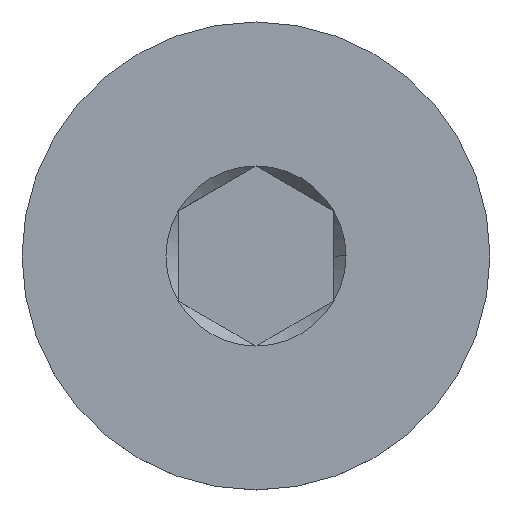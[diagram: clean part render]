
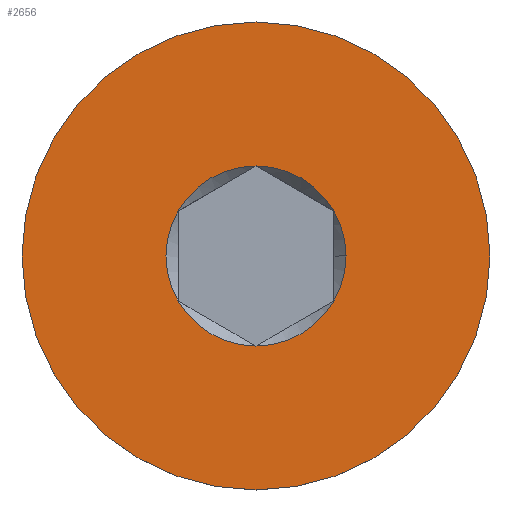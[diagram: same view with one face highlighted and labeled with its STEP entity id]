
A CAD part, top view. The second image highlights one B-rep face of the part: STEP entity #2656.
In plain terms, the highlighted planar face has unit normal (0, 0, 1).
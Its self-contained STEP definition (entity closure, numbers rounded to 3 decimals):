
#53 = CIRCLE ( 'NONE', #2888, 3. ) ;
#134 = CIRCLE ( 'NONE', #626, 1.155 ) ;
#158 = CIRCLE ( 'NONE', #2988, 1.155 ) ;
#220 = ORIENTED_EDGE ( 'NONE', *, *, #2215, .F. ) ;
#285 = CARTESIAN_POINT ( 'NONE',  ( 1., 0.577, 5. ) ) ;
#301 = AXIS2_PLACEMENT_3D ( 'NONE', #3617, #355, #1564 ) ;
#308 = VERTEX_POINT ( 'NONE', #2525 ) ;
#355 = DIRECTION ( 'NONE',  ( 0., 0., 1. ) ) ;
#366 = DIRECTION ( 'NONE',  ( 1., 0., 0. ) ) ;
#466 = DIRECTION ( 'NONE',  ( 0., 0., 1. ) ) ;
#481 = CARTESIAN_POINT ( 'NONE',  ( 0., 0., 5. ) ) ;
#624 = FACE_BOUND ( 'NONE', #1574, .T. ) ;
#626 = AXIS2_PLACEMENT_3D ( 'NONE', #3592, #2718, #366 ) ;
#635 = DIRECTION ( 'NONE',  ( 0., 0., -1. ) ) ;
#688 = EDGE_CURVE ( 'NONE', #1919, #308, #2523, .T. ) ;
#696 = ORIENTED_EDGE ( 'NONE', *, *, #688, .F. ) ;
#714 = EDGE_LOOP ( 'NONE', ( #1863, #696 ) ) ;
#831 = CARTESIAN_POINT ( 'NONE',  ( 0., 0., 5. ) ) ;
#833 = AXIS2_PLACEMENT_3D ( 'NONE', #481, #1017, #2835 ) ;
#936 = DIRECTION ( 'NONE',  ( 0., 0., 1. ) ) ;
#1017 = DIRECTION ( 'NONE',  ( 0., 0., 1. ) ) ;
#1033 = CIRCLE ( 'NONE', #3198, 1.155 ) ;
#1098 = CIRCLE ( 'NONE', #1286, 1.155 ) ;
#1174 = DIRECTION ( 'NONE',  ( 1., 0., 0. ) ) ;
#1237 = CARTESIAN_POINT ( 'NONE',  ( -1., 0.577, 5. ) ) ;
#1262 = DIRECTION ( 'NONE',  ( 1., 0., 0. ) ) ;
#1286 = AXIS2_PLACEMENT_3D ( 'NONE', #1927, #466, #1580 ) ;
#1360 = AXIS2_PLACEMENT_3D ( 'NONE', #3008, #635, #1770 ) ;
#1372 = VERTEX_POINT ( 'NONE', #3370 ) ;
#1408 = CARTESIAN_POINT ( 'NONE',  ( -1., -0.577, 5. ) ) ;
#1465 = DIRECTION ( 'NONE',  ( 0., 0., -1. ) ) ;
#1482 = DIRECTION ( 'NONE',  ( 0., 0., 1. ) ) ;
#1493 = AXIS2_PLACEMENT_3D ( 'NONE', #2425, #936, #1262 ) ;
#1564 = DIRECTION ( 'NONE',  ( 0., -1., 0. ) ) ;
#1574 = EDGE_LOOP ( 'NONE', ( #2637, #3419, #3799, #2427, #3681, #1769, #220 ) ) ;
#1580 = DIRECTION ( 'NONE',  ( 1., 0., 0. ) ) ;
#1591 = AXIS2_PLACEMENT_3D ( 'NONE', #2640, #3500, #1174 ) ;
#1658 = VERTEX_POINT ( 'NONE', #285 ) ;
#1743 = EDGE_CURVE ( 'NONE', #3652, #1372, #3162, .T. ) ;
#1754 = CIRCLE ( 'NONE', #833, 1.155 ) ;
#1769 = ORIENTED_EDGE ( 'NONE', *, *, #3189, .F. ) ;
#1770 = DIRECTION ( 'NONE',  ( 0., 1., 0. ) ) ;
#1863 = ORIENTED_EDGE ( 'NONE', *, *, #3091, .F. ) ;
#1871 = FACE_OUTER_BOUND ( 'NONE', #714, .T. ) ;
#1919 = VERTEX_POINT ( 'NONE', #3754 ) ;
#1927 = CARTESIAN_POINT ( 'NONE',  ( 0., 0., 5. ) ) ;
#1931 = EDGE_CURVE ( 'NONE', #1658, #2608, #1098, .T. ) ;
#2005 = DIRECTION ( 'NONE',  ( 0., 0., 1. ) ) ;
#2023 = DIRECTION ( 'NONE',  ( 1., 0., 0. ) ) ;
#2087 = CIRCLE ( 'NONE', #1591, 1.155 ) ;
#2121 = EDGE_CURVE ( 'NONE', #1372, #2816, #2087, .T. ) ;
#2215 = EDGE_CURVE ( 'NONE', #2608, #2660, #134, .T. ) ;
#2425 = CARTESIAN_POINT ( 'NONE',  ( 0., 0., 5. ) ) ;
#2427 = ORIENTED_EDGE ( 'NONE', *, *, #2121, .F. ) ;
#2446 = CARTESIAN_POINT ( 'NONE',  ( 0., 0., 5. ) ) ;
#2523 = CIRCLE ( 'NONE', #1360, 3. ) ;
#2525 = CARTESIAN_POINT ( 'NONE',  ( 0., 3., 5. ) ) ;
#2606 = DIRECTION ( 'NONE',  ( 0., 1., 0. ) ) ;
#2608 = VERTEX_POINT ( 'NONE', #3505 ) ;
#2637 = ORIENTED_EDGE ( 'NONE', *, *, #1931, .F. ) ;
#2640 = CARTESIAN_POINT ( 'NONE',  ( 0., 0., 5. ) ) ;
#2653 = VERTEX_POINT ( 'NONE', #3270 ) ;
#2656 = ADVANCED_FACE ( 'NONE', ( #624, #1871 ), #3312, .T. ) ;
#2660 = VERTEX_POINT ( 'NONE', #1237 ) ;
#2718 = DIRECTION ( 'NONE',  ( 0., 0., 1. ) ) ;
#2816 = VERTEX_POINT ( 'NONE', #3364 ) ;
#2835 = DIRECTION ( 'NONE',  ( 1., 0., 0. ) ) ;
#2888 = AXIS2_PLACEMENT_3D ( 'NONE', #3817, #1465, #2606 ) ;
#2988 = AXIS2_PLACEMENT_3D ( 'NONE', #831, #2005, #2023 ) ;
#2993 = DIRECTION ( 'NONE',  ( 1., 0., 0. ) ) ;
#3008 = CARTESIAN_POINT ( 'NONE',  ( 0., 0., 5. ) ) ;
#3091 = EDGE_CURVE ( 'NONE', #308, #1919, #53, .T. ) ;
#3162 = CIRCLE ( 'NONE', #1493, 1.155 ) ;
#3189 = EDGE_CURVE ( 'NONE', #2660, #3652, #1033, .T. ) ;
#3198 = AXIS2_PLACEMENT_3D ( 'NONE', #2446, #1482, #2993 ) ;
#3270 = CARTESIAN_POINT ( 'NONE',  ( 1.155, 0., 5. ) ) ;
#3312 = PLANE ( 'NONE',  #301 ) ;
#3364 = CARTESIAN_POINT ( 'NONE',  ( 1., -0.577, 5. ) ) ;
#3370 = CARTESIAN_POINT ( 'NONE',  ( 0., -1.155, 5. ) ) ;
#3399 = EDGE_CURVE ( 'NONE', #2653, #1658, #1754, .T. ) ;
#3419 = ORIENTED_EDGE ( 'NONE', *, *, #3399, .F. ) ;
#3500 = DIRECTION ( 'NONE',  ( 0., 0., 1. ) ) ;
#3505 = CARTESIAN_POINT ( 'NONE',  ( 0., 1.155, 5. ) ) ;
#3516 = EDGE_CURVE ( 'NONE', #2816, #2653, #158, .T. ) ;
#3592 = CARTESIAN_POINT ( 'NONE',  ( 0., 0., 5. ) ) ;
#3617 = CARTESIAN_POINT ( 'NONE',  ( 0., 0., 5. ) ) ;
#3652 = VERTEX_POINT ( 'NONE', #1408 ) ;
#3681 = ORIENTED_EDGE ( 'NONE', *, *, #1743, .F. ) ;
#3754 = CARTESIAN_POINT ( 'NONE',  ( 0., -3., 5. ) ) ;
#3799 = ORIENTED_EDGE ( 'NONE', *, *, #3516, .F. ) ;
#3817 = CARTESIAN_POINT ( 'NONE',  ( 0., 0., 5. ) ) ;
